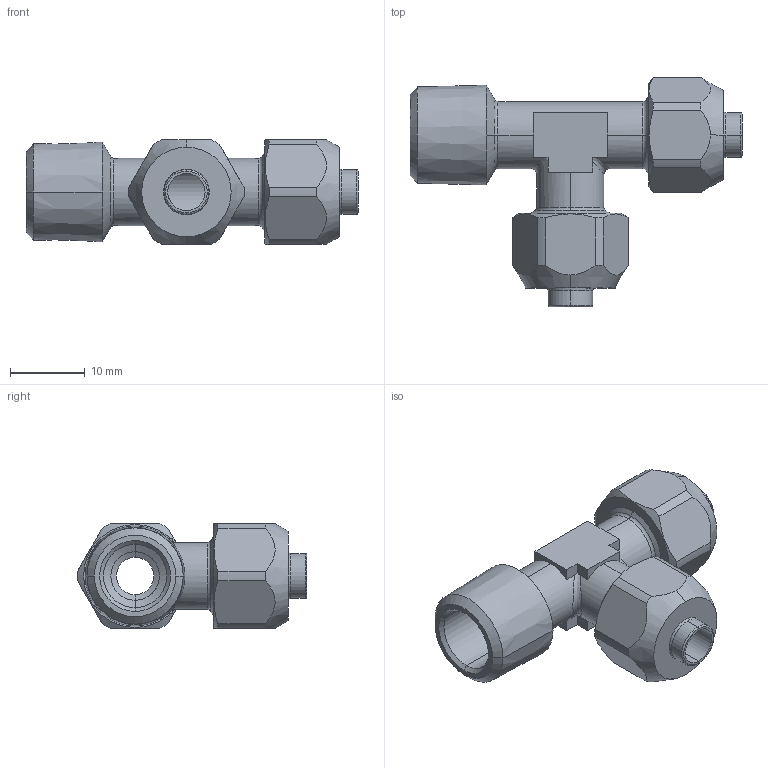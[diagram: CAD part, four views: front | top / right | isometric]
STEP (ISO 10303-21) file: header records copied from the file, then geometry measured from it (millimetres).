
FILE_DESCRIPTION (( 'STEP AP203' ), '1' );
FILE_NAME ('X2130042.STEP', '2011-07-20T14:19:52', ( 'Flavio' ), ( '' ), 'SwSTEP 2.0', 'SolidWorks 2011', '' );
FILE_SCHEMA (( 'CONFIG_CONTROL_DESIGN' ));
Length unit declared in the file: millimetre
Products named in the file (1): X2130042
Bounding box: 44.5 x 30.75 x 14 mm (x, y, z)
Volume: 4744.7 mm3; surface area: 3977.4 mm2
Topology: 1 solids, 1 shells, 106 faces, 268 edges, 168 vertices
Faces by surface type: plane 37, cylinder 29, cone 28, torus 10, bspline 2
Entity records: 3647 total; most frequent: CARTESIAN_POINT 1023, DIRECTION 542, ORIENTED_EDGE 536, EDGE_CURVE 268, AXIS2_PLACEMENT_3D 215, VERTEX_POINT 168, EDGE_LOOP 114, LINE 112
